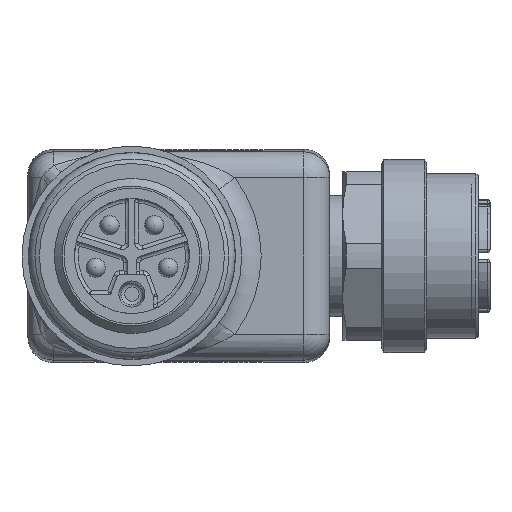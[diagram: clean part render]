
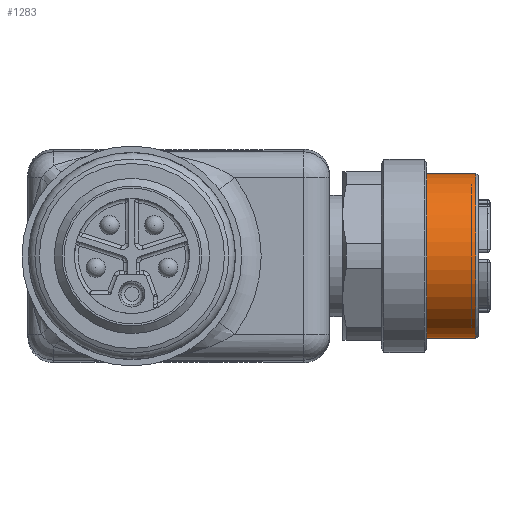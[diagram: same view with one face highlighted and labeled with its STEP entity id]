
A CAD part, front view. The second image highlights one B-rep face of the part: STEP entity #1283.
In plain terms, the highlighted cylindrical face has radius 6.4 mm (diameter 12.8 mm), a full revolution.
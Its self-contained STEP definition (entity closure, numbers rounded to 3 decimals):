
#813=FACE_BOUND('',#2551,.T.);
#814=FACE_BOUND('',#2552,.T.);
#1283=ADVANCED_FACE('',(#813,#814),#1526,.T.);
#1526=CYLINDRICAL_SURFACE('',#9419,6.4);
#2551=EDGE_LOOP('',(#5705));
#2552=EDGE_LOOP('',(#5706));
#5705=ORIENTED_EDGE('',*,*,#7979,.T.);
#5706=ORIENTED_EDGE('',*,*,#7980,.T.);
#6845=VERTEX_POINT('',#16874);
#6846=VERTEX_POINT('',#16877);
#7979=EDGE_CURVE('',#6845,#6845,#8592,.T.);
#7980=EDGE_CURVE('',#6846,#6846,#8593,.T.);
#8592=CIRCLE('',#9416,6.4);
#8593=CIRCLE('',#9418,6.4);
#9416=AXIS2_PLACEMENT_3D('',#16873,#11501,#11502);
#9418=AXIS2_PLACEMENT_3D('',#16876,#11505,#11506);
#9419=AXIS2_PLACEMENT_3D('',#16878,#11507,#11508);
#11501=DIRECTION('',(-1.,0.,0.));
#11502=DIRECTION('',(0.,1.,0.));
#11505=DIRECTION('',(1.,0.,0.));
#11506=DIRECTION('',(0.,0.,-1.));
#11507=DIRECTION('',(1.,0.,0.));
#11508=DIRECTION('',(0.,0.,1.));
#16873=CARTESIAN_POINT('',(26.6,21.706,0.));
#16874=CARTESIAN_POINT('',(26.6,28.106,0.));
#16876=CARTESIAN_POINT('',(22.8,21.706,0.));
#16877=CARTESIAN_POINT('',(22.8,21.706,-6.4));
#16878=CARTESIAN_POINT('',(26.8,21.706,0.));
